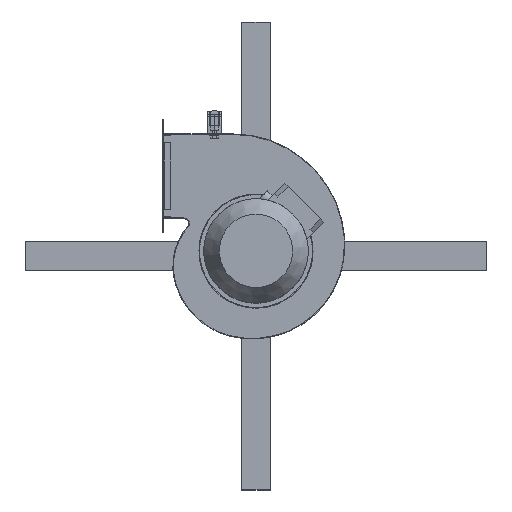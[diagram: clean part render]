
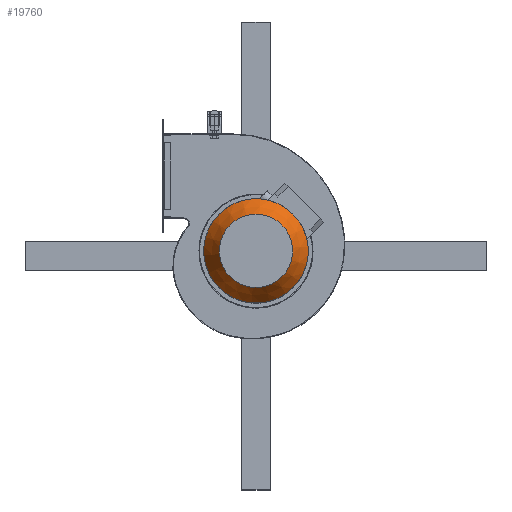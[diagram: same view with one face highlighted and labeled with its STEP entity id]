
A CAD part, top view. The second image highlights one B-rep face of the part: STEP entity #19760.
In plain terms, the highlighted conical face has half-angle 32.17 degrees and reference radius 78.75 mm.
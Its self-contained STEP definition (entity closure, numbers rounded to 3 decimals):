
#19729=CARTESIAN_POINT('',(297.,0.,-65.));
#19730=VERTEX_POINT('',#19729);
#19731=CARTESIAN_POINT('',(297.,0.0,0.0));
#19732=DIRECTION('',(-1.0,0.0,0.0));
#19733=DIRECTION('',(0.0,0.0,-1.0));
#19734=AXIS2_PLACEMENT_3D('',#19731,#19732,#19733);
#19735=CIRCLE('',#19734,65.);
#19736=EDGE_CURVE('',#19730,#19730,#19735,.T.);
#19741=CARTESIAN_POINT('',(275.14,0.0,0.0));
#19742=DIRECTION('',(-1.0,0.0,0.0));
#19743=DIRECTION('',(0.0,0.0,-1.0));
#19744=AXIS2_PLACEMENT_3D('',#19741,#19742,#19743);
#19745=CONICAL_SURFACE('',#19744,78.75,32.17);
#19746=CARTESIAN_POINT('',(253.28,0.,-92.5));
#19747=VERTEX_POINT('',#19746);
#19748=CARTESIAN_POINT('',(253.28,0.0,0.0));
#19749=DIRECTION('',(-1.0,0.0,0.0));
#19750=DIRECTION('',(0.0,0.0,-1.0));
#19751=AXIS2_PLACEMENT_3D('',#19748,#19749,#19750);
#19752=CIRCLE('',#19751,92.5);
#19753=EDGE_CURVE('',#19747,#19747,#19752,.T.);
#19754=ORIENTED_EDGE('',*,*,#19753,.F.);
#19755=EDGE_LOOP('',(#19754));
#19756=FACE_OUTER_BOUND('',#19755,.T.);
#19757=ORIENTED_EDGE('',*,*,#19736,.T.);
#19758=EDGE_LOOP('',(#19757));
#19759=FACE_BOUND('',#19758,.T.);
#19760=ADVANCED_FACE('',(#19756,#19759),#19745,.T.);
